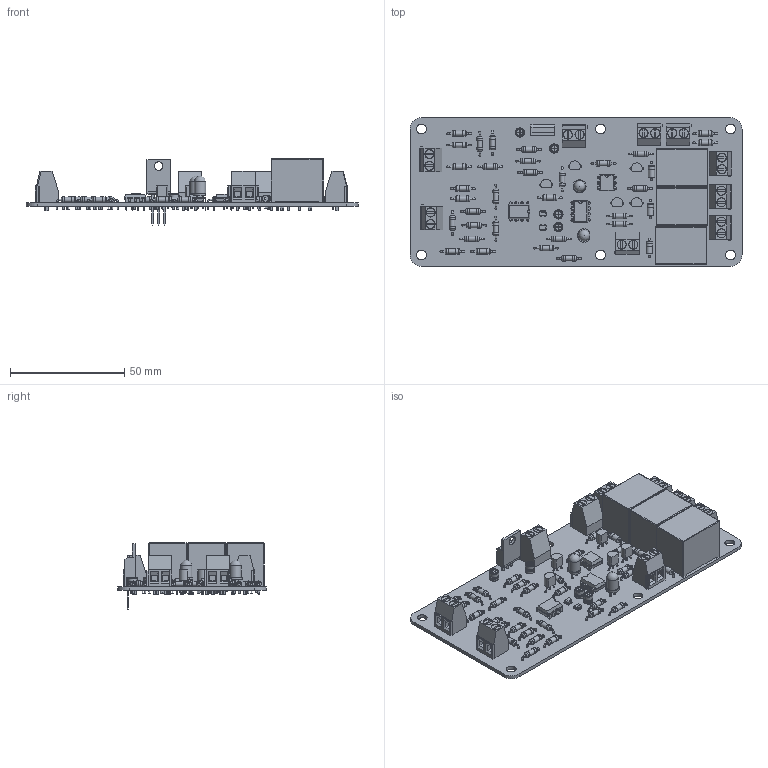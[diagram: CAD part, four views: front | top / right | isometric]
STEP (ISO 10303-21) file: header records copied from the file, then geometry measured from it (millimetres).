
FILE_DESCRIPTION(('KiCad electronic assembly'),'2;1');
FILE_NAME('ppppprrrreeeeechargeeee.step','2024-10-22T15:23:15',('Pcbnew' ),('Kicad'),'Open CASCADE STEP processor 7.8', 'KiCad to STEP converter','Unknown');
FILE_SCHEMA(('AUTOMOTIVE_DESIGN { 1 0 10303 214 1 1 1 1 }'));
Length unit declared in the file: millimetre
Products named in the file (24): ppppprrrreeeeechargeeee 1; SOT-23-5; SOT_23_5; R_Axial_DIN0207_L6.3mm_D2.5mm_P10.16mm_Horizontal; R_Axial_DIN0207_L63mm_D25mm_P1016mm_Horizontal; TO-92_Inline_Wide; TO-220-3_Vertical; DIP-6_W7.62mm; TerminalBlock_Phoenix_MKDS-1,5-2-5.08_1x02_P5.08mm_Horizontal; TerminalBlock_Phoenix_MKDS_15_2_508_1x02_P508mm_Horizontal; CP_Radial_D4.0mm_P2.00mm; CP_Radial_D40mm_P200mm; LED_D5.0mm_IRGrey; D_A-405_P7.62mm_Horizontal; DIP-8_W7.62mm; Relay_SPDT_Omron-G5LE-1; ppppprrrreeeeechargeeee_PCB
Assembly tree (75 placements, depth 3):
  ppppprrrreeeeechargeeee 1
    SOT-23-5  x2
      SOT_23_5
    R_Axial_DIN0207_L6.3mm_D2.5mm_P10.16mm_Horizontal  x31
      R_Axial_DIN0207_L63mm_D25mm_P1016mm_Horizontal
    TO-92_Inline_Wide  x5
      TO-92_Inline_Wide
    TO-220-3_Vertical
      TO-220-3_Vertical
    DIP-6_W7.62mm
      DIP-6_W7.62mm
    TerminalBlock_Phoenix_MKDS-1,5-2-5.08_1x02_P5.08mm_Horizontal  x9
      TerminalBlock_Phoenix_MKDS_15_2_508_1x02_P508mm_Horizontal
    CP_Radial_D4.0mm_P2.00mm  x4
      CP_Radial_D40mm_P200mm
    LED_D5.0mm_IRGrey  x2
      LED_D5.0mm_IRGrey
    D_A-405_P7.62mm_Horizontal  x3
      D_A-405_P7.62mm_Horizontal
    DIP-8_W7.62mm  x2
      DIP-8_W7.62mm
    Relay_SPDT_Omron-G5LE-1  x3
      Relay_SPDT_Omron-G5LE-1
    ppppprrrreeeeechargeeee_PCB
Bounding box: 145 x 65 x 28.85 mm (x, y, z)
Volume: 47465.6 mm3; surface area: 44274.6 mm2
Topology: 64 solids, 68 shells, 2826 faces, 6654 edges, 4166 vertices
Faces by surface type: plane 1756, cylinder 674, bspline 220, torus 138, revolution 24, sphere 14
Full cylindrical faces by diameter (mm): 0.3 x8, 0.6 x144, 0.8 x99, 0.9 x10, 1.1 x3, 1.3 x33, 2.25 x31, 2.5 x62, 2.7 x6, 2.72 x3, 3.735 x1, 3.8 x18, 4 x18, 4.3 x6, 4.9 x2
Entity records: 34368 total; most frequent: CARTESIAN_POINT 6373, ORIENTED_EDGE 4576, DIRECTION 4526, EDGE_CURVE 2288, LINE 1582, VECTOR 1582, AXIS2_PLACEMENT_3D 1469, VERTEX_POINT 1458
